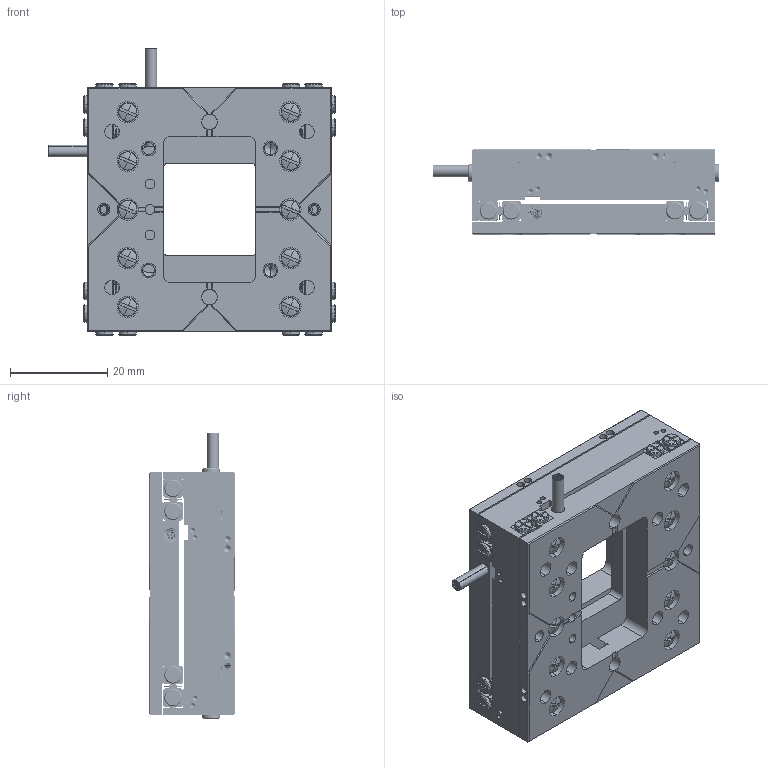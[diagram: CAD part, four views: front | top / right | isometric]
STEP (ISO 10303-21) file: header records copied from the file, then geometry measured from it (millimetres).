
FILE_DESCRIPTION (( 'STEP AP214' ), '1' );
FILE_NAME ('PPX-50-1100X.STEP', '2022-02-05T01:07:58', ( '' ), ( '' ), 'SwSTEP 2.0', 'SolidWorks 2020', '' );
FILE_SCHEMA (( 'AUTOMOTIVE_DESIGN' ));
Length unit declared in the file: millimetre
Products named in the file (12): _SV1050- 13Z Roller; SV1050-13Z_Movable to Limits; 430701 PPX-50, Carriage; TFC-421 Silver Braided Cable_L20; _SV1050- 13Z Body; SV1050-13Z_Centered; SCREW, MS-SCH, M-DIN_M2 x 0.4 x 04mm; 430700 PPX-50, Center Plate; PPX-50-1100X; Set Screw, Cup-H, E-ASME_E1-72 x 1''16
Assembly tree (51 placements, depth 3):
  PPX-50-1100X
    430700 PPX-50, Center Plate
    SV1050-13Z_Movable to Limits
      _SV1050- 13Z Roller
      _SV1050- 13Z Body  x2
    SV1050-13Z_Movable to Limits
      _SV1050- 13Z Roller
      _SV1050- 13Z Body  x2
    SV1050-13Z_Centered
      _SV1050- 13Z Roller
      _SV1050- 13Z Body  x2
    SV1050-13Z_Centered
      _SV1050- 13Z Roller
      _SV1050- 13Z Body  x2
    430701 PPX-50, Carriage  x2
    SCREW, MS-SCH, M-DIN_M2 x 0.4 x 04mm  x20
    Set Screw, Cup-H, E-ASME_E1-72 x 1''16  x10
    TFC-421 Silver Braided Cable_L20  x2
Bounding box: 58.8 x 17.5 x 58.8 mm (x, y, z)
Volume: 28128.1 mm3; surface area: 32274.4 mm2
Topology: 73 solids, 73 shells, 2459 faces, 5993 edges, 3678 vertices
Faces by surface type: plane 964, cylinder 733, cone 578, torus 80, sphere 80, bspline 24
Entity records: 40521 total; most frequent: CARTESIAN_POINT 23124, DIRECTION 3311, ORIENTED_EDGE 3076, EDGE_CURVE 1538, AXIS2_PLACEMENT_3D 1253, VERTEX_POINT 1013, LINE 805, VECTOR 805
